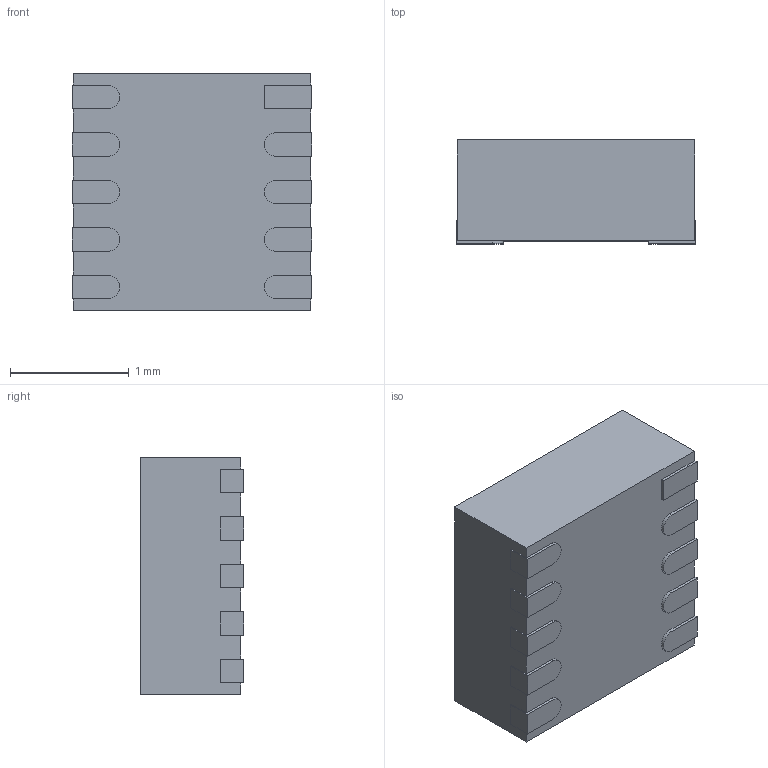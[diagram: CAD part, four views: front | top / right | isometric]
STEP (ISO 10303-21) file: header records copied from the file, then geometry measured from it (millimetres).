
FILE_DESCRIPTION (( 'STEP AP214' ), '1' );
FILE_NAME ('User Library-DFN-10 (2x2) 0.4 pitch.STEP', '2017-11-05T07:54:20', ( '' ), ( '' ), 'SwSTEP 2.0', 'SolidWorks 2017', '' );
FILE_SCHEMA (( 'AUTOMOTIVE_DESIGN' ));
Length unit declared in the file: millimetre
Products named in the file (1): User Library-DFN-10 (2x2) 0.4 pitch
Bounding box: 2.02 x 0.88 x 2 mm (x, y, z)
Volume: 3.4 mm3; surface area: 15.2 mm2
Topology: 1 solids, 1 shells, 210 faces, 570 edges, 380 vertices
Faces by surface type: plane 152, bspline 49, cylinder 9
Entity records: 9678 total; most frequent: CARTESIAN_POINT 4546, ORIENTED_EDGE 1140, DIRECTION 814, EDGE_CURVE 570, VECTOR 454, LINE 454, VERTEX_POINT 380, EDGE_LOOP 228
